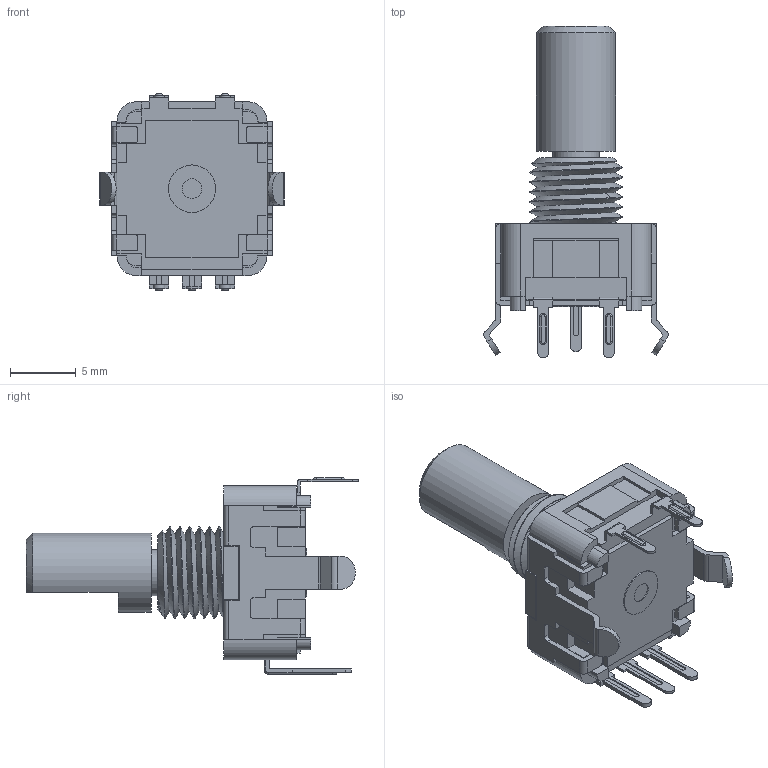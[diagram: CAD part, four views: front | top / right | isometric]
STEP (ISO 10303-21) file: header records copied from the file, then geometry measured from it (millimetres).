
FILE_DESCRIPTION(/* description */ (''),/* implementation_level */ '2;1');
FILE_NAME(/* name */ 'pec11r-4x15f-sxxxx v1.step',/* time_stamp */ '2018-05-28T18:47:23+02:00',/* author */ ('mC3D69'),/* organization */ (''),/* preprocessor_version */ 'ST-DEVELOPER v17',/* originating_system */ 'Autodesk Translation Framework v7.1.0.215',/* authorisation */ '');
FILE_SCHEMA (('AUTOMOTIVE_DESIGN { 1 0 10303 214 3 1 1 }'));
Length unit declared in the file: millimetre
Products named in the file (1): pec11r-4x15f-sxxxx
Bounding box: 14 x 25.2 x 14.9 mm (x, y, z)
Volume: 1233.7 mm3; surface area: 1538.3 mm2
Topology: 1 solids, 2 shells, 417 faces, 1142 edges, 747 vertices
Faces by surface type: plane 284, cylinder 110, torus 13, cone 6, bspline 4
Full cylindrical faces by diameter (mm): 1.2 x2, 1.3 x4, 1.5 x1, 3.5 x2, 3.6 x1, 4.5 x1, 6 x2, 7 x5
Entity records: 15242 total; most frequent: CARTESIAN_POINT 4469, ORIENTED_EDGE 2284, DIRECTION 2183, EDGE_CURVE 1142, LINE 867, VECTOR 867, VERTEX_POINT 747, AXIS2_PLACEMENT_3D 658
